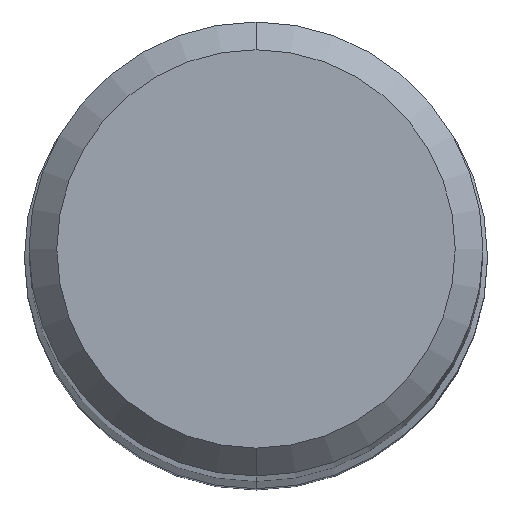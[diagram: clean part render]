
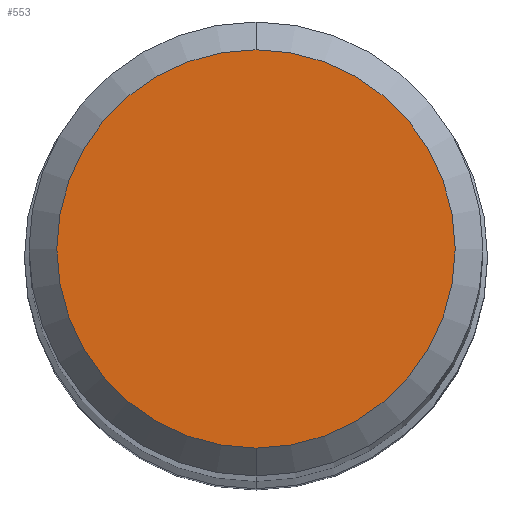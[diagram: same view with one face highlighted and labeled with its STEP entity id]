
A CAD part, top view. The second image highlights one B-rep face of the part: STEP entity #553.
In plain terms, the highlighted planar face has unit normal (0, 0, 1).
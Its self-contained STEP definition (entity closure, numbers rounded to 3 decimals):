
#321=VERTEX_POINT('',#719);
#385=VERTEX_POINT('',#790);
#463=EDGE_CURVE('',#321,#385,#878,.T.);
#553=ADVANCED_FACE('',(#978),#979,.T.);
#559=EDGE_CURVE('',#385,#321,#986,.T.);
#719=CARTESIAN_POINT('',(0.,-2.15,0.0));
#790=CARTESIAN_POINT('',(0.0,2.15,0.0));
#878=CIRCLE('',#1519,2.15);
#978=FACE_OUTER_BOUND('',#1700,.T.);
#979=PLANE('',#1701);
#986=CIRCLE('',#1709,2.15);
#1519=AXIS2_PLACEMENT_3D('',#2107,#2108,#2109);
#1700=EDGE_LOOP('',(#2228,#2229));
#1701=AXIS2_PLACEMENT_3D('',#2230,#2231,#2232);
#1709=AXIS2_PLACEMENT_3D('',#2241,#2242,#2243);
#2107=CARTESIAN_POINT('',(0.0,0.0,0.0));
#2108=DIRECTION('',(0.0,0.0,-1.0));
#2109=DIRECTION('',(0.0,1.0,0.0));
#2228=ORIENTED_EDGE('',*,*,#559,.F.);
#2229=ORIENTED_EDGE('',*,*,#463,.F.);
#2230=CARTESIAN_POINT('',(0.0,1.075,0.0));
#2231=DIRECTION('',(-0.0,0.0,1.0));
#2232=DIRECTION('',(0.0,-1.0,0.0));
#2241=CARTESIAN_POINT('',(0.0,0.0,0.0));
#2242=DIRECTION('',(0.0,0.0,-1.0));
#2243=DIRECTION('',(0.0,1.0,0.0));
